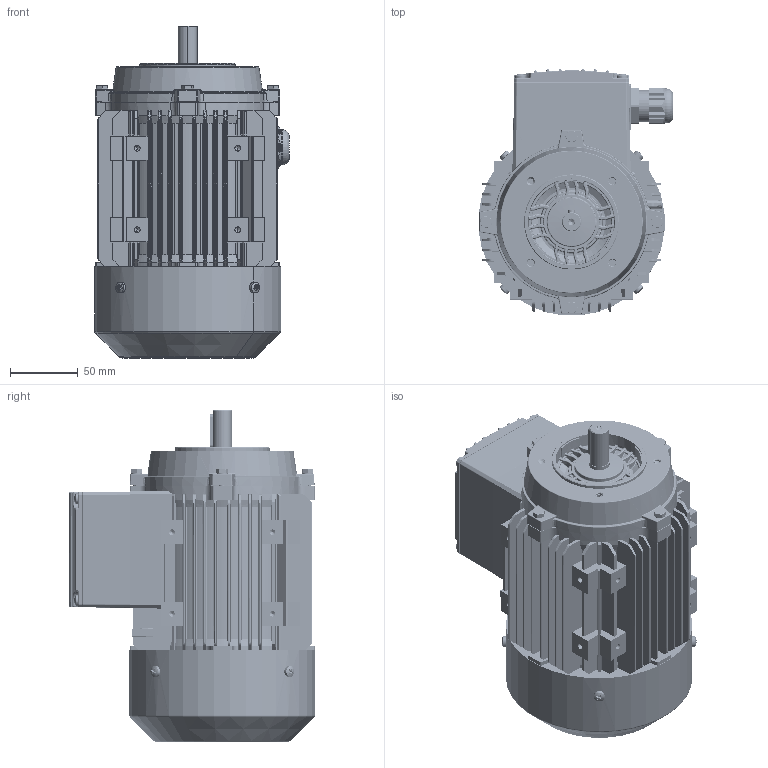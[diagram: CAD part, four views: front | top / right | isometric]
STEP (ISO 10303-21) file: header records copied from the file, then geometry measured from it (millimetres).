
FILE_DESCRIPTION (( 'STEP AP203' ), '1' );
FILE_NAME ('2EL071M2_FC_K1-A.STEP', '2019-06-19T14:24:31', ( '' ), ( '' ), 'SwSTEP 2.0', 'SolidWorks 2019', '' );
FILE_SCHEMA (( 'CONFIG_CONTROL_DESIGN' ));
Products named in the file (1): 2EL071M2_FC_K1-A
Bounding box: 143.44 x 181.36 x 244.4 mm (x, y, z)
Volume: 2970926.4 mm3; surface area: 238208.4 mm2
Topology: 1 solids, 2 shells, 4183 faces, 10319 edges, 6369 vertices
Faces by surface type: cylinder 1332, plane 1277, bspline 635, torus 394, cone 320, sphere 225
Entity records: 151257 total; most frequent: CARTESIAN_POINT 58101, ORIENTED_EDGE 20452, DIRECTION 18603, EDGE_CURVE 10226, AXIS2_PLACEMENT_3D 7456, VERTEX_POINT 6365, EDGE_LOOP 4501, FACE_OUTER_BOUND 4183
